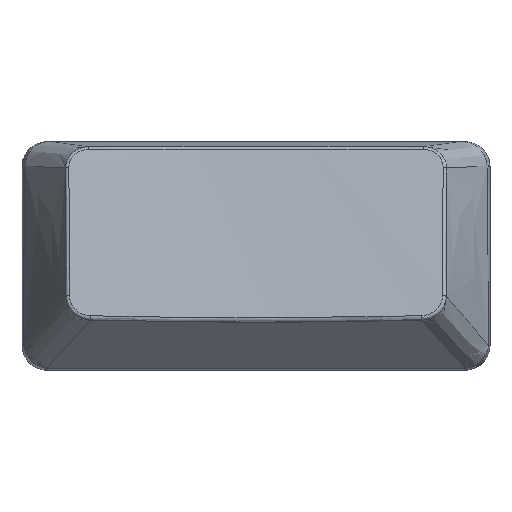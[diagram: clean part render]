
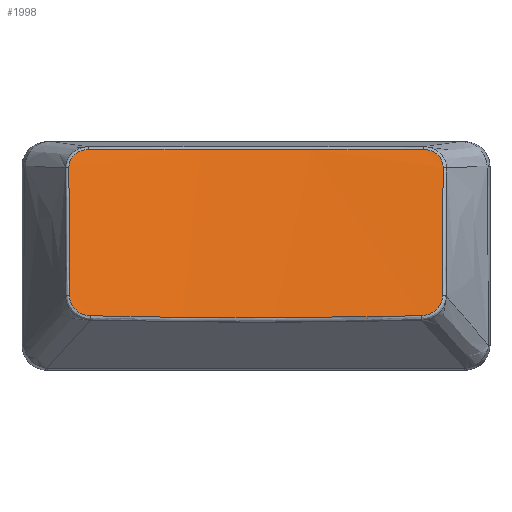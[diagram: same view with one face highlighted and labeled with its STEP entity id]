
A CAD part, top view. The second image highlights one B-rep face of the part: STEP entity #1998.
In plain terms, the highlighted free-form (B-spline) face has degree [1, 2] with [2, 3] control points.
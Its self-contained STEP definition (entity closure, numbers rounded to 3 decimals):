
#14=(
BOUNDED_SURFACE()
B_SPLINE_SURFACE(1,2,((#4916,#4917,#4918),(#4919,#4920,#4921)),
 .UNSPECIFIED.,.F.,.F.,.F.)
B_SPLINE_SURFACE_WITH_KNOTS((2,2),(3,3),(0.291,0.357),
(-1.642,-1.5),.UNSPECIFIED.)
GEOMETRIC_REPRESENTATION_ITEM()
RATIONAL_B_SPLINE_SURFACE(((1.,0.997,1.),(1.,0.997,
1.)))
REPRESENTATION_ITEM('')
SURFACE()
);
#229=B_SPLINE_CURVE_WITH_KNOTS('',3,(#4652,#4653,#4654,#4655),
 .UNSPECIFIED.,.F.,.F.,(4,4),(0.,1.06),.UNSPECIFIED.);
#230=B_SPLINE_CURVE_WITH_KNOTS('',3,(#4683,#4684,#4685,#4686,#4687),
 .UNSPECIFIED.,.F.,.F.,(4,1,4),(0.,0.104,0.243),
 .UNSPECIFIED.);
#231=B_SPLINE_CURVE_WITH_KNOTS('',3,(#4710,#4711,#4712,#4713),
 .UNSPECIFIED.,.F.,.F.,(4,4),(0.,2.667),.UNSPECIFIED.);
#232=B_SPLINE_CURVE_WITH_KNOTS('',3,(#4746,#4747,#4748,#4749,#4750,#4751),
 .UNSPECIFIED.,.F.,.F.,(4,1,1,4),(0.,0.104,0.174,
0.243),.UNSPECIFIED.);
#234=B_SPLINE_CURVE_WITH_KNOTS('',3,(#4779,#4780,#4781,#4782),
 .UNSPECIFIED.,.F.,.F.,(4,4),(0.,1.06),
 .UNSPECIFIED.);
#236=B_SPLINE_CURVE_WITH_KNOTS('',3,(#4816,#4817,#4818,#4819,#4820),
 .UNSPECIFIED.,.F.,.F.,(4,1,4),(0.,0.112,0.261),
 .UNSPECIFIED.);
#238=B_SPLINE_CURVE_WITH_KNOTS('',3,(#4847,#4848,#4849,#4850),
 .UNSPECIFIED.,.F.,.F.,(4,4),(0.,2.635),
 .UNSPECIFIED.);
#239=B_SPLINE_CURVE_WITH_KNOTS('',3,(#4881,#4882,#4883,#4884,#4885,#4886),
 .UNSPECIFIED.,.F.,.F.,(4,1,1,4),(0.,0.112,
0.187,0.261),.UNSPECIFIED.);
#575=FACE_OUTER_BOUND('',#699,.T.);
#699=EDGE_LOOP('',(#1787,#1788,#1789,#1790,#1791,#1792,#1793,#1794));
#920=VERTEX_POINT('',#4648);
#921=VERTEX_POINT('',#4650);
#922=VERTEX_POINT('',#4681);
#923=VERTEX_POINT('',#4708);
#924=VERTEX_POINT('',#4744);
#925=VERTEX_POINT('',#4772);
#927=VERTEX_POINT('',#4808);
#929=VERTEX_POINT('',#4841);
#1208=EDGE_CURVE('',#921,#920,#229,.T.);
#1210=EDGE_CURVE('',#920,#922,#230,.T.);
#1212=EDGE_CURVE('',#922,#923,#231,.T.);
#1214=EDGE_CURVE('',#923,#924,#232,.T.);
#1217=EDGE_CURVE('',#924,#925,#234,.T.);
#1220=EDGE_CURVE('',#925,#927,#236,.T.);
#1223=EDGE_CURVE('',#927,#929,#238,.T.);
#1224=EDGE_CURVE('',#929,#921,#239,.T.);
#1787=ORIENTED_EDGE('',*,*,#1208,.F.);
#1788=ORIENTED_EDGE('',*,*,#1224,.F.);
#1789=ORIENTED_EDGE('',*,*,#1223,.F.);
#1790=ORIENTED_EDGE('',*,*,#1220,.F.);
#1791=ORIENTED_EDGE('',*,*,#1217,.F.);
#1792=ORIENTED_EDGE('',*,*,#1214,.F.);
#1793=ORIENTED_EDGE('',*,*,#1212,.F.);
#1794=ORIENTED_EDGE('',*,*,#1210,.F.);
#1998=ADVANCED_FACE('',(#575),#14,.T.);
#4648=CARTESIAN_POINT('',(-14.876,7.026,5.529));
#4650=CARTESIAN_POINT('',(-14.83,-3.166,8.448));
#4652=CARTESIAN_POINT('Ctrl Pts',(-14.83,-3.166,8.448));
#4653=CARTESIAN_POINT('Ctrl Pts',(-14.841,0.231,7.475));
#4654=CARTESIAN_POINT('Ctrl Pts',(-14.854,3.628,6.502));
#4655=CARTESIAN_POINT('Ctrl Pts',(-14.876,7.026,5.529));
#4681=CARTESIAN_POINT('',(-13.308,8.448,5.019));
#4683=CARTESIAN_POINT('Ctrl Pts',(-14.876,7.026,5.529));
#4684=CARTESIAN_POINT('Ctrl Pts',(-14.878,7.36,5.434));
#4685=CARTESIAN_POINT('Ctrl Pts',(-14.593,8.147,5.188));
#4686=CARTESIAN_POINT('Ctrl Pts',(-13.769,8.445,5.048));
#4687=CARTESIAN_POINT('Ctrl Pts',(-13.308,8.448,5.019));
#4708=CARTESIAN_POINT('',(13.308,8.448,5.019));
#4710=CARTESIAN_POINT('Ctrl Pts',(-13.308,8.448,5.019));
#4711=CARTESIAN_POINT('Ctrl Pts',(-4.448,8.498,4.456));
#4712=CARTESIAN_POINT('Ctrl Pts',(4.448,8.498,4.456));
#4713=CARTESIAN_POINT('Ctrl Pts',(13.308,8.448,5.019));
#4744=CARTESIAN_POINT('',(14.876,7.026,5.529));
#4746=CARTESIAN_POINT('Ctrl Pts',(13.308,8.448,5.019));
#4747=CARTESIAN_POINT('Ctrl Pts',(13.654,8.446,5.041));
#4748=CARTESIAN_POINT('Ctrl Pts',(14.237,8.296,5.121));
#4749=CARTESIAN_POINT('Ctrl Pts',(14.78,7.695,5.331));
#4750=CARTESIAN_POINT('Ctrl Pts',(14.877,7.248,5.465));
#4751=CARTESIAN_POINT('Ctrl Pts',(14.876,7.026,5.529));
#4772=CARTESIAN_POINT('',(14.83,-3.166,8.448));
#4779=CARTESIAN_POINT('Ctrl Pts',(14.876,7.026,5.529));
#4780=CARTESIAN_POINT('Ctrl Pts',(14.854,3.628,6.502));
#4781=CARTESIAN_POINT('Ctrl Pts',(14.841,0.231,7.475));
#4782=CARTESIAN_POINT('Ctrl Pts',(14.83,-3.166,8.448));
#4808=CARTESIAN_POINT('',(13.148,-4.768,8.798));
#4816=CARTESIAN_POINT('Ctrl Pts',(14.83,-3.166,8.448));
#4817=CARTESIAN_POINT('Ctrl Pts',(14.829,-3.525,8.551));
#4818=CARTESIAN_POINT('Ctrl Pts',(14.513,-4.369,8.771));
#4819=CARTESIAN_POINT('Ctrl Pts',(13.644,-4.756,8.825));
#4820=CARTESIAN_POINT('Ctrl Pts',(13.148,-4.768,8.798));
#4841=CARTESIAN_POINT('',(-13.148,-4.768,8.798));
#4847=CARTESIAN_POINT('Ctrl Pts',(13.148,-4.768,8.798));
#4848=CARTESIAN_POINT('Ctrl Pts',(4.393,-4.985,8.325));
#4849=CARTESIAN_POINT('Ctrl Pts',(-4.393,-4.985,8.325));
#4850=CARTESIAN_POINT('Ctrl Pts',(-13.148,-4.768,8.798));
#4881=CARTESIAN_POINT('Ctrl Pts',(-13.148,-4.768,8.798));
#4882=CARTESIAN_POINT('Ctrl Pts',(-13.52,-4.759,8.818));
#4883=CARTESIAN_POINT('Ctrl Pts',(-14.141,-4.555,8.8));
#4884=CARTESIAN_POINT('Ctrl Pts',(-14.713,-3.885,8.647));
#4885=CARTESIAN_POINT('Ctrl Pts',(-14.83,-3.405,8.517));
#4886=CARTESIAN_POINT('Ctrl Pts',(-14.83,-3.166,8.448));
#4916=CARTESIAN_POINT('Ctrl Pts',(14.877,-4.813,8.924));
#4917=CARTESIAN_POINT('Ctrl Pts',(0.,-5.086,
7.972));
#4918=CARTESIAN_POINT('Ctrl Pts',(-14.877,-4.813,8.924));
#4919=CARTESIAN_POINT('Ctrl Pts',(14.877,8.626,5.07));
#4920=CARTESIAN_POINT('Ctrl Pts',(0.,8.353,
4.119));
#4921=CARTESIAN_POINT('Ctrl Pts',(-14.877,8.626,5.07));
